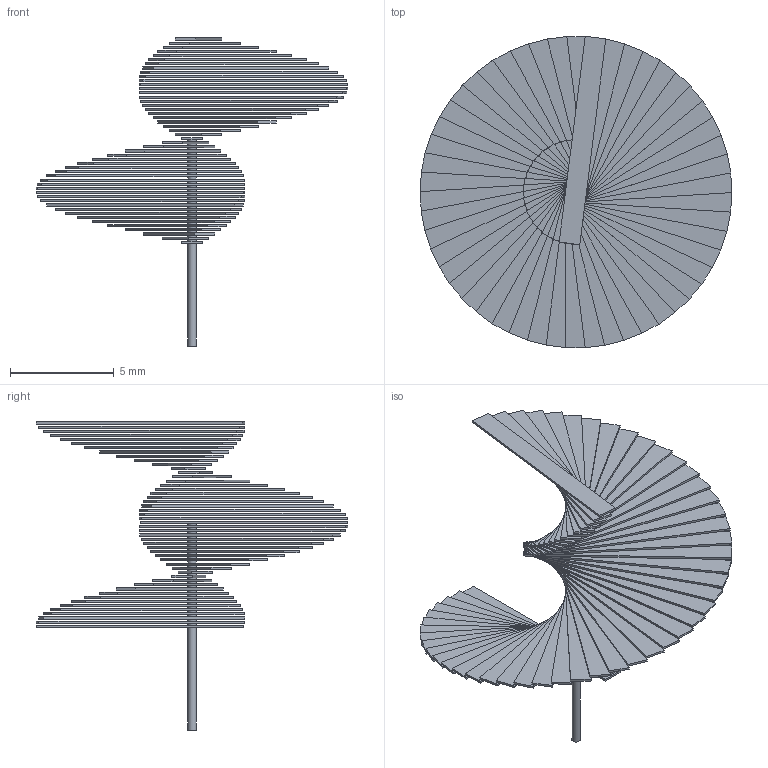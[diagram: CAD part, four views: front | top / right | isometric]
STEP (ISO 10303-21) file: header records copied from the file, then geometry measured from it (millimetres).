
FILE_DESCRIPTION(('Open CASCADE Model'),'2;1');
FILE_NAME('Open CASCADE Shape Model','2024-05-22T23:11:17',('Author'),( 'Open CASCADE'),'Open CASCADE STEP processor 7.7','Open CASCADE 7.7' ,'Unknown');
FILE_SCHEMA(('AUTOMOTIVE_DESIGN { 1 0 10303 214 1 1 1 1 }'));
Length unit declared in the file: millimetre
Products named in the file (26): Open CASCADE STEP translator 7.7 4; Open CASCADE STEP translator 7.7 4.1; Open CASCADE STEP translator 7.7 4.2; Open CASCADE STEP translator 7.7 4.3; Open CASCADE STEP translator 7.7 4.4; Open CASCADE STEP translator 7.7 4.5; Open CASCADE STEP translator 7.7 4.6; Open CASCADE STEP translator 7.7 4.7; Open CASCADE STEP translator 7.7 4.8; Open CASCADE STEP translator 7.7 4.9; Open CASCADE STEP translator 7.7 4.10; Open CASCADE STEP translator 7.7 4.11; Open CASCADE STEP translator 7.7 4.12; Open CASCADE STEP translator 7.7 4.13; Open CASCADE STEP translator 7.7 4.14; Open CASCADE STEP translator 7.7 4.15; Open CASCADE STEP translator 7.7 4.16; Open CASCADE STEP translator 7.7 4.17; Open CASCADE STEP translator 7.7 4.18; Open CASCADE STEP translator 7.7 4.19; Open CASCADE STEP translator 7.7 4.20; Open CASCADE STEP translator 7.7 4.21; Open CASCADE STEP translator 7.7 4.22; Open CASCADE STEP translator 7.7 4.23; Open CASCADE STEP translator 7.7 4.24; Open CASCADE STEP translator 7.7 4.25
Assembly tree (25 placements, depth 2):
  Open CASCADE STEP translator 7.7 4
    Open CASCADE STEP translator 7.7 4.1
    Open CASCADE STEP translator 7.7 4.2
    Open CASCADE STEP translator 7.7 4.3
    Open CASCADE STEP translator 7.7 4.4
    Open CASCADE STEP translator 7.7 4.5
    Open CASCADE STEP translator 7.7 4.6
    Open CASCADE STEP translator 7.7 4.7
    Open CASCADE STEP translator 7.7 4.8
    Open CASCADE STEP translator 7.7 4.9
    Open CASCADE STEP translator 7.7 4.10
    Open CASCADE STEP translator 7.7 4.11
    Open CASCADE STEP translator 7.7 4.12
    Open CASCADE STEP translator 7.7 4.13
    Open CASCADE STEP translator 7.7 4.14
    Open CASCADE STEP translator 7.7 4.15
    Open CASCADE STEP translator 7.7 4.16
    Open CASCADE STEP translator 7.7 4.17
    Open CASCADE STEP translator 7.7 4.18
    Open CASCADE STEP translator 7.7 4.19
    Open CASCADE STEP translator 7.7 4.20
    Open CASCADE STEP translator 7.7 4.21
    Open CASCADE STEP translator 7.7 4.22
    Open CASCADE STEP translator 7.7 4.23
    Open CASCADE STEP translator 7.7 4.24
    Open CASCADE STEP translator 7.7 4.25
Bounding box: 15.03 x 15.01 x 14.85 mm (x, y, z)
Volume: 50.9 mm3; surface area: 1113.1 mm2
Topology: 25 solids, 25 shells, 327 faces, 678 edges, 452 vertices
Faces by surface type: plane 301, cylinder 26
Full cylindrical faces by diameter (mm): 0.4 x26
Entity records: 17750 total; most frequent: CARTESIAN_POINT 2839, DIRECTION 2792, LINE 1930, VECTOR 1930, ORIENTED_EDGE 1356, PCURVE 1356, DEFINITIONAL_REPRESENTATION 1356, EDGE_CURVE 678
